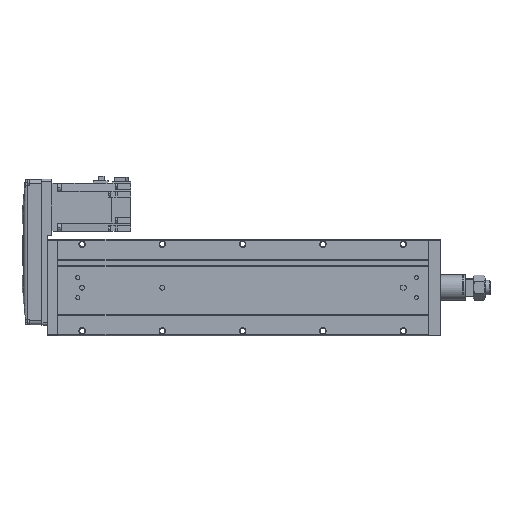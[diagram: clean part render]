
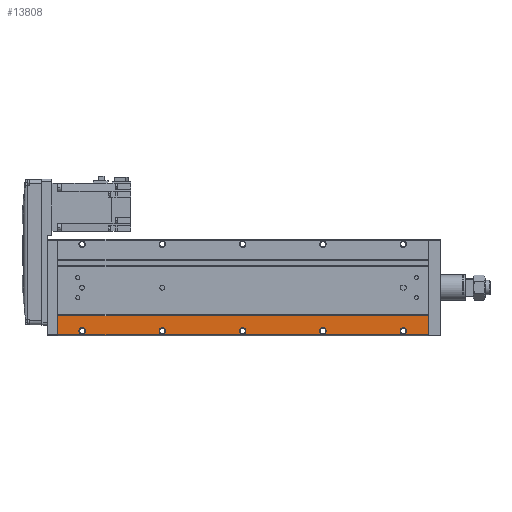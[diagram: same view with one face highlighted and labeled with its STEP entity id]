
A CAD part, front view. The second image highlights one B-rep face of the part: STEP entity #13808.
In plain terms, the highlighted planar face has unit normal (0, -1, 0).
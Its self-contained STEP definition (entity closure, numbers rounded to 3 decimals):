
#229 = ORIENTED_EDGE ( 'NONE', *, *, #19498, .F. ) ;
#308 = VERTEX_POINT ( 'NONE', #20341 ) ;
#403 = DIRECTION ( 'NONE',  ( -1., 0., 0. ) ) ;
#494 = CIRCLE ( 'NONE', #4441, 4. ) ;
#498 = EDGE_CURVE ( 'NONE', #8660, #6601, #4909, .T. ) ;
#685 = VERTEX_POINT ( 'NONE', #6557 ) ;
#899 = VERTEX_POINT ( 'NONE', #3159 ) ;
#911 = DIRECTION ( 'NONE',  ( 0., 0., -1. ) ) ;
#974 = CARTESIAN_POINT ( 'NONE',  ( 430., 0., -50. ) ) ;
#1009 = ORIENTED_EDGE ( 'NONE', *, *, #16172, .F. ) ;
#1447 = DIRECTION ( 'NONE',  ( 1., 0., 0. ) ) ;
#1559 = CIRCLE ( 'NONE', #14362, 4. ) ;
#2209 = VERTEX_POINT ( 'NONE', #3624 ) ;
#2236 = VECTOR ( 'NONE', #22831, 1000. ) ;
#2762 = DIRECTION ( 'NONE',  ( 0., -1., 0. ) ) ;
#3159 = CARTESIAN_POINT ( 'NONE',  ( 30., 0., -58. ) ) ;
#3161 = VERTEX_POINT ( 'NONE', #29630 ) ;
#3573 = DIRECTION ( 'NONE',  ( 0., -1., 0. ) ) ;
#3624 = CARTESIAN_POINT ( 'NONE',  ( 130., 0., -58. ) ) ;
#3677 = VECTOR ( 'NONE', #403, 1000. ) ;
#3795 = LINE ( 'NONE', #27219, #7141 ) ;
#3949 = DIRECTION ( 'NONE',  ( 0., 0., -1. ) ) ;
#4100 = DIRECTION ( 'NONE',  ( 0., -1., 0. ) ) ;
#4368 = FACE_BOUND ( 'NONE', #20815, .T. ) ;
#4441 = AXIS2_PLACEMENT_3D ( 'NONE', #28808, #15359, #10424 ) ;
#4662 = DIRECTION ( 'NONE',  ( 0., -1., 0. ) ) ;
#4909 = CIRCLE ( 'NONE', #24622, 4. ) ;
#4912 = CIRCLE ( 'NONE', #29047, 4. ) ;
#4962 = VERTEX_POINT ( 'NONE', #5933 ) ;
#5398 = EDGE_LOOP ( 'NONE', ( #17879, #9719 ) ) ;
#5439 = AXIS2_PLACEMENT_3D ( 'NONE', #24940, #22477, #13188 ) ;
#5933 = CARTESIAN_POINT ( 'NONE',  ( 461., 0., -58.5 ) ) ;
#6257 = AXIS2_PLACEMENT_3D ( 'NONE', #15239, #12770, #911 ) ;
#6524 = CIRCLE ( 'NONE', #21809, 4. ) ;
#6557 = CARTESIAN_POINT ( 'NONE',  ( 30., 0., -50. ) ) ;
#6601 = VERTEX_POINT ( 'NONE', #15303 ) ;
#6657 = VERTEX_POINT ( 'NONE', #22432 ) ;
#6892 = CIRCLE ( 'NONE', #5439, 4. ) ;
#7118 = CIRCLE ( 'NONE', #25353, 4. ) ;
#7141 = VECTOR ( 'NONE', #18435, 1000. ) ;
#7743 = LINE ( 'NONE', #23821, #21286 ) ;
#7857 = DIRECTION ( 'NONE',  ( 0., -1., 0. ) ) ;
#8177 = CARTESIAN_POINT ( 'NONE',  ( 230., 0., -54. ) ) ;
#8660 = VERTEX_POINT ( 'NONE', #9233 ) ;
#8774 = VERTEX_POINT ( 'NONE', #28362 ) ;
#8944 = CIRCLE ( 'NONE', #24285, 4. ) ;
#9216 = EDGE_CURVE ( 'NONE', #4962, #25709, #12119, .T. ) ;
#9233 = CARTESIAN_POINT ( 'NONE',  ( 330., 0., -58. ) ) ;
#9719 = ORIENTED_EDGE ( 'NONE', *, *, #21439, .F. ) ;
#10002 = CIRCLE ( 'NONE', #30221, 4. ) ;
#10404 = CARTESIAN_POINT ( 'NONE',  ( 130., 0., -50. ) ) ;
#10424 = DIRECTION ( 'NONE',  ( 0., 0., -1. ) ) ;
#10999 = PLANE ( 'NONE',  #12078 ) ;
#11119 = CARTESIAN_POINT ( 'NONE',  ( 430., 0., -54. ) ) ;
#11392 = EDGE_CURVE ( 'NONE', #3161, #8774, #10002, .T. ) ;
#12078 = AXIS2_PLACEMENT_3D ( 'NONE', #29854, #15928, #1447 ) ;
#12119 = LINE ( 'NONE', #28619, #3677 ) ;
#12145 = DIRECTION ( 'NONE',  ( 0., -1., 0. ) ) ;
#12691 = ORIENTED_EDGE ( 'NONE', *, *, #24648, .F. ) ;
#12770 = DIRECTION ( 'NONE',  ( 0., -1., 0. ) ) ;
#13158 = FACE_BOUND ( 'NONE', #13636, .T. ) ;
#13188 = DIRECTION ( 'NONE',  ( 0., 0., -1. ) ) ;
#13636 = EDGE_LOOP ( 'NONE', ( #27970, #21203 ) ) ;
#13739 = EDGE_LOOP ( 'NONE', ( #27604, #12691 ) ) ;
#13761 = FACE_BOUND ( 'NONE', #22109, .T. ) ;
#13808 = ADVANCED_FACE ( 'NONE', ( #25201, #30142, #4368, #13158, #13761, #23198 ), #10999, .F. ) ;
#14362 = AXIS2_PLACEMENT_3D ( 'NONE', #27540, #4100, #3949 ) ;
#15239 = CARTESIAN_POINT ( 'NONE',  ( 130., 0., -54. ) ) ;
#15303 = CARTESIAN_POINT ( 'NONE',  ( 330., 0., -50. ) ) ;
#15359 = DIRECTION ( 'NONE',  ( 0., -1., 0. ) ) ;
#15557 = DIRECTION ( 'NONE',  ( 0., -1., 0. ) ) ;
#15928 = DIRECTION ( 'NONE',  ( 0., 1., 0. ) ) ;
#16172 = EDGE_CURVE ( 'NONE', #2209, #30517, #21053, .T. ) ;
#17288 = DIRECTION ( 'NONE',  ( 0., 0., -1. ) ) ;
#17688 = EDGE_CURVE ( 'NONE', #899, #685, #494, .T. ) ;
#17803 = ORIENTED_EDGE ( 'NONE', *, *, #9216, .F. ) ;
#17879 = ORIENTED_EDGE ( 'NONE', *, *, #29571, .F. ) ;
#18185 = CARTESIAN_POINT ( 'NONE',  ( 430., 0., -58. ) ) ;
#18435 = DIRECTION ( 'NONE',  ( 0., 0., -1. ) ) ;
#19107 = CARTESIAN_POINT ( 'NONE',  ( 330., 0., -54. ) ) ;
#19252 = DIRECTION ( 'NONE',  ( 0., 0., -1. ) ) ;
#19402 = DIRECTION ( 'NONE',  ( 0., 0., -1. ) ) ;
#19498 = EDGE_CURVE ( 'NONE', #6601, #8660, #1559, .T. ) ;
#19763 = VERTEX_POINT ( 'NONE', #974 ) ;
#19764 = EDGE_CURVE ( 'NONE', #6657, #308, #7743, .T. ) ;
#20044 = CARTESIAN_POINT ( 'NONE',  ( 230., 0., -54. ) ) ;
#20341 = CARTESIAN_POINT ( 'NONE',  ( 0., 0., -35. ) ) ;
#20517 = CARTESIAN_POINT ( 'NONE',  ( 0., 0., -58.5 ) ) ;
#20815 = EDGE_LOOP ( 'NONE', ( #22871, #229 ) ) ;
#21053 = CIRCLE ( 'NONE', #6257, 4. ) ;
#21203 = ORIENTED_EDGE ( 'NONE', *, *, #24290, .F. ) ;
#21286 = VECTOR ( 'NONE', #24437, 1000. ) ;
#21439 = EDGE_CURVE ( 'NONE', #19763, #21998, #4912, .T. ) ;
#21742 = ORIENTED_EDGE ( 'NONE', *, *, #27856, .F. ) ;
#21809 = AXIS2_PLACEMENT_3D ( 'NONE', #20044, #15557, #24529 ) ;
#21998 = VERTEX_POINT ( 'NONE', #18185 ) ;
#22109 = EDGE_LOOP ( 'NONE', ( #1009, #25702 ) ) ;
#22151 = EDGE_CURVE ( 'NONE', #30517, #2209, #6892, .T. ) ;
#22432 = CARTESIAN_POINT ( 'NONE',  ( 461., 0., -35. ) ) ;
#22477 = DIRECTION ( 'NONE',  ( 0., -1., 0. ) ) ;
#22524 = CARTESIAN_POINT ( 'NONE',  ( 0., 0., -35. ) ) ;
#22831 = DIRECTION ( 'NONE',  ( 0., 0., -1. ) ) ;
#22871 = ORIENTED_EDGE ( 'NONE', *, *, #498, .F. ) ;
#23198 = FACE_BOUND ( 'NONE', #13739, .T. ) ;
#23484 = DIRECTION ( 'NONE',  ( 0., 0., -1. ) ) ;
#23821 = CARTESIAN_POINT ( 'NONE',  ( 461., 0., -35. ) ) ;
#24285 = AXIS2_PLACEMENT_3D ( 'NONE', #26188, #2762, #19402 ) ;
#24290 = EDGE_CURVE ( 'NONE', #8774, #3161, #6524, .T. ) ;
#24437 = DIRECTION ( 'NONE',  ( -1., 0., 0. ) ) ;
#24529 = DIRECTION ( 'NONE',  ( 0., 0., -1. ) ) ;
#24622 = AXIS2_PLACEMENT_3D ( 'NONE', #19107, #12145, #19252 ) ;
#24648 = EDGE_CURVE ( 'NONE', #685, #899, #8944, .T. ) ;
#24940 = CARTESIAN_POINT ( 'NONE',  ( 130., 0., -54. ) ) ;
#25013 = DIRECTION ( 'NONE',  ( 0., 0., -1. ) ) ;
#25201 = FACE_OUTER_BOUND ( 'NONE', #26444, .T. ) ;
#25353 = AXIS2_PLACEMENT_3D ( 'NONE', #25785, #4662, #23484 ) ;
#25697 = LINE ( 'NONE', #22524, #2236 ) ;
#25702 = ORIENTED_EDGE ( 'NONE', *, *, #22151, .F. ) ;
#25709 = VERTEX_POINT ( 'NONE', #20517 ) ;
#25785 = CARTESIAN_POINT ( 'NONE',  ( 430., 0., -54. ) ) ;
#26078 = ORIENTED_EDGE ( 'NONE', *, *, #27470, .T. ) ;
#26188 = CARTESIAN_POINT ( 'NONE',  ( 30., 0., -54. ) ) ;
#26444 = EDGE_LOOP ( 'NONE', ( #26078, #17803, #21742, #26998 ) ) ;
#26998 = ORIENTED_EDGE ( 'NONE', *, *, #19764, .T. ) ;
#27219 = CARTESIAN_POINT ( 'NONE',  ( 461., 0., -35. ) ) ;
#27470 = EDGE_CURVE ( 'NONE', #308, #25709, #25697, .T. ) ;
#27540 = CARTESIAN_POINT ( 'NONE',  ( 330., 0., -54. ) ) ;
#27604 = ORIENTED_EDGE ( 'NONE', *, *, #17688, .F. ) ;
#27856 = EDGE_CURVE ( 'NONE', #6657, #4962, #3795, .T. ) ;
#27970 = ORIENTED_EDGE ( 'NONE', *, *, #11392, .F. ) ;
#28362 = CARTESIAN_POINT ( 'NONE',  ( 230., 0., -50. ) ) ;
#28619 = CARTESIAN_POINT ( 'NONE',  ( 461., 0., -58.5 ) ) ;
#28808 = CARTESIAN_POINT ( 'NONE',  ( 30., 0., -54. ) ) ;
#29047 = AXIS2_PLACEMENT_3D ( 'NONE', #11119, #3573, #25013 ) ;
#29571 = EDGE_CURVE ( 'NONE', #21998, #19763, #7118, .T. ) ;
#29630 = CARTESIAN_POINT ( 'NONE',  ( 230., 0., -58. ) ) ;
#29854 = CARTESIAN_POINT ( 'NONE',  ( 461., 0., -35. ) ) ;
#30142 = FACE_BOUND ( 'NONE', #5398, .T. ) ;
#30221 = AXIS2_PLACEMENT_3D ( 'NONE', #8177, #7857, #17288 ) ;
#30517 = VERTEX_POINT ( 'NONE', #10404 ) ;
